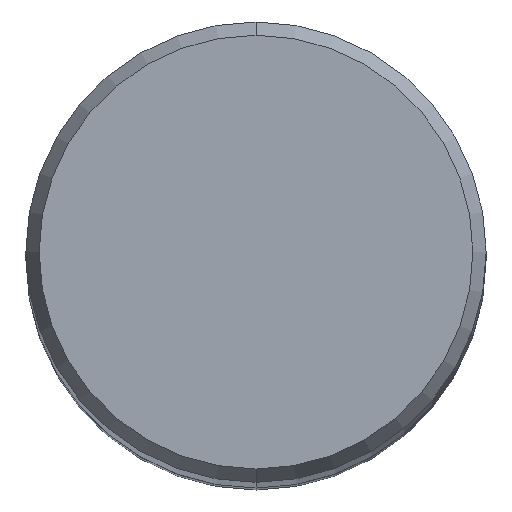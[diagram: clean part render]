
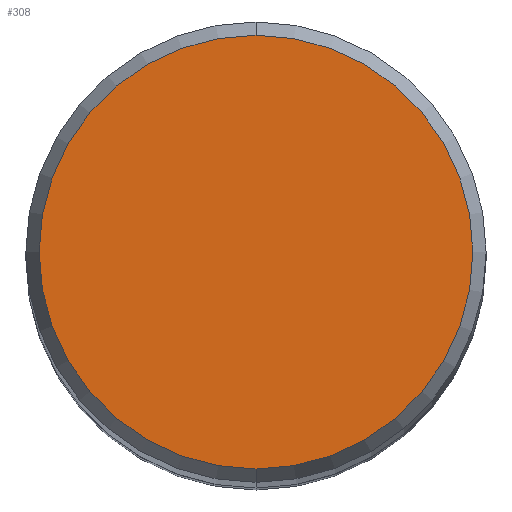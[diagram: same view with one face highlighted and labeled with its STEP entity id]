
A CAD part, top view. The second image highlights one B-rep face of the part: STEP entity #308.
In plain terms, the highlighted planar face has unit normal (0, 0, 1).
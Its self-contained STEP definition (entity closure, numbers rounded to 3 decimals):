
#228=EDGE_CURVE('',#324,#376,#544,.T.);
#308=ADVANCED_FACE('',(#632),#633,.T.);
#324=VERTEX_POINT('',#650);
#376=VERTEX_POINT('',#708);
#456=EDGE_CURVE('',#376,#324,#798,.T.);
#544=CIRCLE('',#964,3.74);
#632=FACE_OUTER_BOUND('',#1149,.T.);
#633=PLANE('',#1150);
#650=CARTESIAN_POINT('',(0.,-3.74,0.0));
#708=CARTESIAN_POINT('',(0.0,3.74,0.0));
#798=CIRCLE('',#1442,3.74);
#964=AXIS2_PLACEMENT_3D('',#1539,#1540,#1541);
#1149=EDGE_LOOP('',(#1629,#1630));
#1150=AXIS2_PLACEMENT_3D('',#1631,#1632,#1633);
#1442=AXIS2_PLACEMENT_3D('',#1818,#1819,#1820);
#1539=CARTESIAN_POINT('',(0.0,0.0,0.0));
#1540=DIRECTION('',(0.0,0.0,-1.0));
#1541=DIRECTION('',(0.0,1.0,0.0));
#1629=ORIENTED_EDGE('',*,*,#456,.F.);
#1630=ORIENTED_EDGE('',*,*,#228,.F.);
#1631=CARTESIAN_POINT('',(0.0,1.87,0.0));
#1632=DIRECTION('',(-0.0,0.0,1.0));
#1633=DIRECTION('',(0.0,-1.0,0.0));
#1818=CARTESIAN_POINT('',(0.0,0.0,0.0));
#1819=DIRECTION('',(0.0,0.0,-1.0));
#1820=DIRECTION('',(0.0,1.0,0.0));
